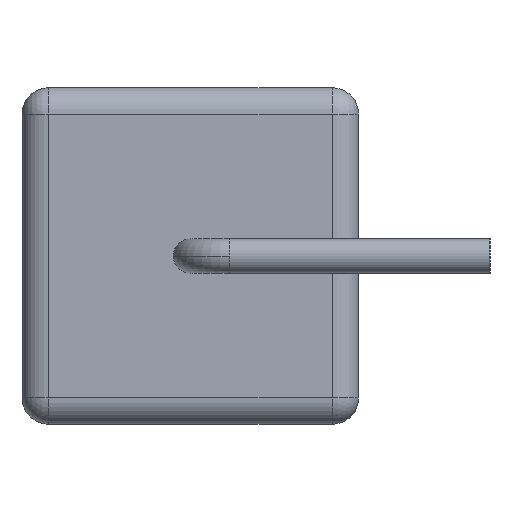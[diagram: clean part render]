
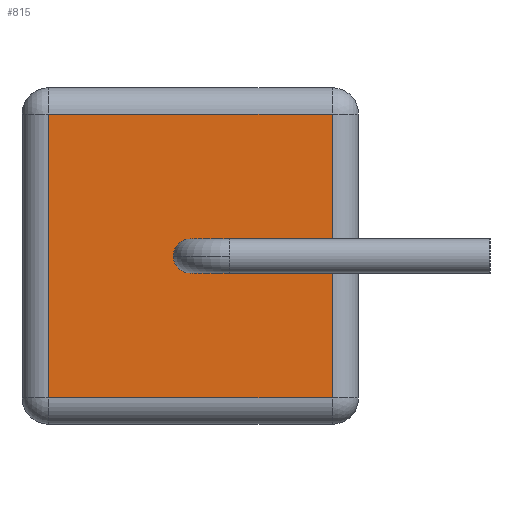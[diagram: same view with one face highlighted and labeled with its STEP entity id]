
A CAD part, left-side view. The second image highlights one B-rep face of the part: STEP entity #815.
In plain terms, the highlighted planar face has unit normal (-1, 0, 0).
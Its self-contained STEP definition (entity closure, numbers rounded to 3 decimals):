
#28 = EDGE_CURVE ( 'NONE', #468, #707, #901, .T. ) ;
#60 = EDGE_CURVE ( 'NONE', #707, #989, #248, .T. ) ;
#87 = CARTESIAN_POINT ( 'NONE',  ( -12.5, 6.4, 3.2 ) ) ;
#105 = CARTESIAN_POINT ( 'NONE',  ( -12.5, 1., -2.7 ) ) ;
#123 = VERTEX_POINT ( 'NONE', #488 ) ;
#125 = ORIENTED_EDGE ( 'NONE', *, *, #394, .T. ) ;
#142 = LINE ( 'NONE', #165, #892 ) ;
#161 = DIRECTION ( 'NONE',  ( 0., 1., 0. ) ) ;
#165 = CARTESIAN_POINT ( 'NONE',  ( -12.5, 6.9, -2.7 ) ) ;
#173 = CARTESIAN_POINT ( 'NONE',  ( -12.5, 3.7, 0.325 ) ) ;
#231 = AXIS2_PLACEMENT_3D ( 'NONE', #352, #251, #695 ) ;
#241 = DIRECTION ( 'NONE',  ( 1., 0., 0. ) ) ;
#248 = LINE ( 'NONE', #712, #485 ) ;
#251 = DIRECTION ( 'NONE',  ( 1., 0., 0. ) ) ;
#352 = CARTESIAN_POINT ( 'NONE',  ( -12.5, 6.9, 3.2 ) ) ;
#394 = EDGE_CURVE ( 'NONE', #763, #1009, #810, .T. ) ;
#397 = EDGE_LOOP ( 'NONE', ( #624, #125 ) ) ;
#398 = ORIENTED_EDGE ( 'NONE', *, *, #28, .T. ) ;
#468 = VERTEX_POINT ( 'NONE', #105 ) ;
#485 = VECTOR ( 'NONE', #161, 1000. ) ;
#488 = CARTESIAN_POINT ( 'NONE',  ( -12.5, 6.4, -2.7 ) ) ;
#490 = LINE ( 'NONE', #87, #565 ) ;
#520 = CARTESIAN_POINT ( 'NONE',  ( -12.5, 3.7, 0. ) ) ;
#542 = AXIS2_PLACEMENT_3D ( 'NONE', #1070, #987, #885 ) ;
#565 = VECTOR ( 'NONE', #876, 1000. ) ;
#577 = AXIS2_PLACEMENT_3D ( 'NONE', #520, #241, #996 ) ;
#578 = FACE_OUTER_BOUND ( 'NONE', #1006, .T. ) ;
#593 = ORIENTED_EDGE ( 'NONE', *, *, #817, .T. ) ;
#604 = CARTESIAN_POINT ( 'NONE',  ( -12.5, 6.4, 2.7 ) ) ;
#624 = ORIENTED_EDGE ( 'NONE', *, *, #1022, .T. ) ;
#695 = DIRECTION ( 'NONE',  ( 0., 0., -1. ) ) ;
#705 = CARTESIAN_POINT ( 'NONE',  ( -12.5, 1., 3.2 ) ) ;
#707 = VERTEX_POINT ( 'NONE', #997 ) ;
#712 = CARTESIAN_POINT ( 'NONE',  ( -12.5, 6.9, 2.7 ) ) ;
#763 = VERTEX_POINT ( 'NONE', #173 ) ;
#792 = PLANE ( 'NONE',  #231 ) ;
#810 = CIRCLE ( 'NONE', #577, 0.325 ) ;
#815 = ADVANCED_FACE ( 'NONE', ( #1080, #578 ), #792, .F. ) ;
#817 = EDGE_CURVE ( 'NONE', #989, #123, #490, .T. ) ;
#876 = DIRECTION ( 'NONE',  ( 0., 0., -1. ) ) ;
#885 = DIRECTION ( 'NONE',  ( 0., 0., -1. ) ) ;
#889 = DIRECTION ( 'NONE',  ( 0., -1., 0. ) ) ;
#892 = VECTOR ( 'NONE', #889, 1000. ) ;
#901 = LINE ( 'NONE', #705, #1084 ) ;
#979 = DIRECTION ( 'NONE',  ( 0., 0., 1. ) ) ;
#987 = DIRECTION ( 'NONE',  ( 1., 0., 0. ) ) ;
#989 = VERTEX_POINT ( 'NONE', #604 ) ;
#996 = DIRECTION ( 'NONE',  ( 0., 0., -1. ) ) ;
#997 = CARTESIAN_POINT ( 'NONE',  ( -12.5, 1., 2.7 ) ) ;
#1006 = EDGE_LOOP ( 'NONE', ( #1064, #398, #1030, #593 ) ) ;
#1009 = VERTEX_POINT ( 'NONE', #1145 ) ;
#1012 = CIRCLE ( 'NONE', #542, 0.325 ) ;
#1022 = EDGE_CURVE ( 'NONE', #1009, #763, #1012, .T. ) ;
#1030 = ORIENTED_EDGE ( 'NONE', *, *, #60, .T. ) ;
#1064 = ORIENTED_EDGE ( 'NONE', *, *, #1073, .T. ) ;
#1070 = CARTESIAN_POINT ( 'NONE',  ( -12.5, 3.7, 0. ) ) ;
#1073 = EDGE_CURVE ( 'NONE', #123, #468, #142, .T. ) ;
#1080 = FACE_BOUND ( 'NONE', #397, .T. ) ;
#1084 = VECTOR ( 'NONE', #979, 1000. ) ;
#1145 = CARTESIAN_POINT ( 'NONE',  ( -12.5, 3.7, -0.325 ) ) ;
